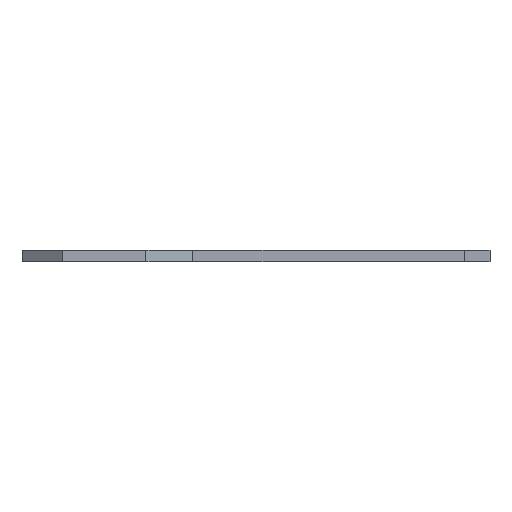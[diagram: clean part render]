
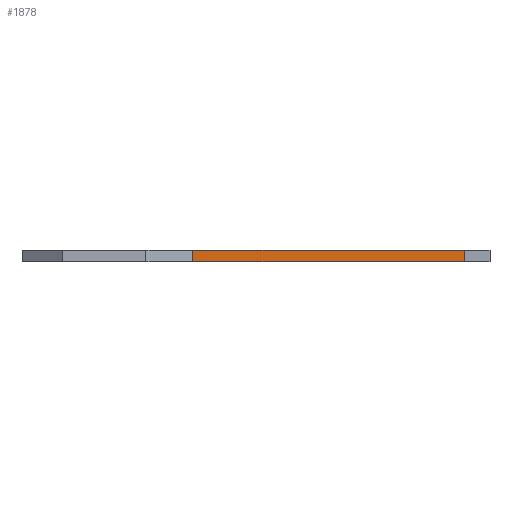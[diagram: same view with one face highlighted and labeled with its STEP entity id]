
A CAD part, left-side view. The second image highlights one B-rep face of the part: STEP entity #1878.
In plain terms, the highlighted planar face has unit normal (-1, 0, 0).
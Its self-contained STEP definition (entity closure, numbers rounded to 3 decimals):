
#168 = VERTEX_POINT('',#169);
#169 = CARTESIAN_POINT('',(115.,-167.5,0.));
#175 = EDGE_CURVE('',#176,#168,#178,.T.);
#176 = VERTEX_POINT('',#177);
#177 = CARTESIAN_POINT('',(115.,-275.,0.));
#178 = LINE('',#179,#180);
#179 = CARTESIAN_POINT('',(115.,-275.,0.));
#180 = VECTOR('',#181,1.);
#181 = DIRECTION('',(0.,1.,0.));
#979 = VERTEX_POINT('',#980);
#980 = CARTESIAN_POINT('',(115.,-167.5,4.6));
#986 = EDGE_CURVE('',#987,#979,#989,.T.);
#987 = VERTEX_POINT('',#988);
#988 = CARTESIAN_POINT('',(115.,-275.,4.6));
#989 = LINE('',#990,#991);
#990 = CARTESIAN_POINT('',(115.,-275.,4.6));
#991 = VECTOR('',#992,1.);
#992 = DIRECTION('',(0.,1.,0.));
#1850 = EDGE_CURVE('',#176,#987,#1851,.T.);
#1851 = LINE('',#1852,#1853);
#1852 = CARTESIAN_POINT('',(115.,-275.,0.));
#1853 = VECTOR('',#1854,1.);
#1854 = DIRECTION('',(0.,0.,1.));
#1865 = EDGE_CURVE('',#168,#979,#1866,.T.);
#1866 = LINE('',#1867,#1868);
#1867 = CARTESIAN_POINT('',(115.,-167.5,0.));
#1868 = VECTOR('',#1869,1.);
#1869 = DIRECTION('',(0.,0.,1.));
#1878 = ADVANCED_FACE('',(#1879),#1885,.T.);
#1879 = FACE_BOUND('',#1880,.T.);
#1880 = EDGE_LOOP('',(#1881,#1882,#1883,#1884));
#1881 = ORIENTED_EDGE('',*,*,#1850,.T.);
#1882 = ORIENTED_EDGE('',*,*,#986,.T.);
#1883 = ORIENTED_EDGE('',*,*,#1865,.F.);
#1884 = ORIENTED_EDGE('',*,*,#175,.F.);
#1885 = PLANE('',#1886);
#1886 = AXIS2_PLACEMENT_3D('',#1887,#1888,#1889);
#1887 = CARTESIAN_POINT('',(115.,-275.,0.));
#1888 = DIRECTION('',(-1.,0.,0.));
#1889 = DIRECTION('',(0.,1.,0.));
